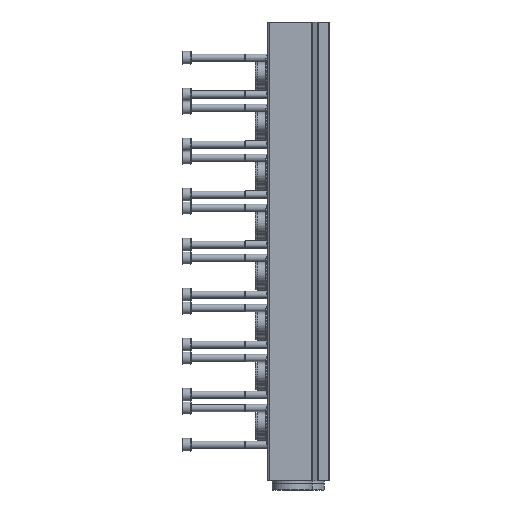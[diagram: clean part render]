
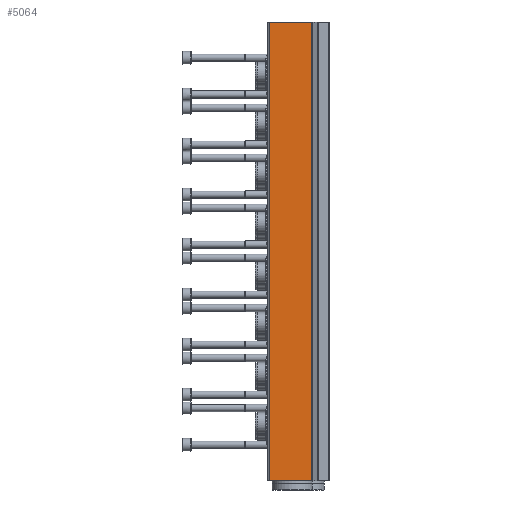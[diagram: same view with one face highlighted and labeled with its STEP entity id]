
A CAD part, left-side view. The second image highlights one B-rep face of the part: STEP entity #5064.
In plain terms, the highlighted planar face has unit normal (-1, 0, 0).
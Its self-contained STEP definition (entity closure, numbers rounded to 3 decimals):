
#234=PLANE('',#5458);
#768=ORIENTED_EDGE('',*,*,#2066,.F.);
#769=ORIENTED_EDGE('',*,*,#2065,.F.);
#770=ORIENTED_EDGE('',*,*,#2067,.T.);
#771=ORIENTED_EDGE('',*,*,#2068,.T.);
#2065=EDGE_CURVE('',#2714,#2712,#3190,.T.);
#2066=EDGE_CURVE('',#2712,#2715,#3191,.T.);
#2067=EDGE_CURVE('',#2714,#2716,#3192,.T.);
#2068=EDGE_CURVE('',#2716,#2715,#3193,.T.);
#2712=VERTEX_POINT('',#8307);
#2714=VERTEX_POINT('',#8311);
#2715=VERTEX_POINT('',#8315);
#2716=VERTEX_POINT('',#8317);
#3190=LINE('',#8312,#3490);
#3191=LINE('',#8314,#3491);
#3192=LINE('',#8316,#3492);
#3193=LINE('',#8318,#3493);
#3490=VECTOR('',#6165,1000.);
#3491=VECTOR('',#6168,1000.);
#3492=VECTOR('',#6169,1000.);
#3493=VECTOR('',#6170,1000.);
#3804=EDGE_LOOP('',(#768,#769,#770,#771));
#4377=FACE_BOUND('',#3804,.T.);
#5064=ADVANCED_FACE('',(#4377),#234,.T.);
#5458=AXIS2_PLACEMENT_3D('',#8313,#6166,#6167);
#6165=DIRECTION('',(0.,0.,1.));
#6166=DIRECTION('',(-1.,0.,0.));
#6167=DIRECTION('',(0.,0.,1.));
#6168=DIRECTION('',(0.,-1.,0.));
#6169=DIRECTION('',(0.,-1.,0.));
#6170=DIRECTION('',(0.,0.,1.));
#8307=CARTESIAN_POINT('',(-40.25,33.,0.));
#8311=CARTESIAN_POINT('',(-40.25,33.,-252.));
#8312=CARTESIAN_POINT('',(-40.25,33.,-252.));
#8313=CARTESIAN_POINT('',(-40.25,33.,-252.));
#8314=CARTESIAN_POINT('',(-40.25,33.,0.));
#8315=CARTESIAN_POINT('',(-40.25,9.853,0.));
#8316=CARTESIAN_POINT('',(-40.25,33.,-252.));
#8317=CARTESIAN_POINT('',(-40.25,9.853,-252.));
#8318=CARTESIAN_POINT('',(-40.25,9.853,-252.));
